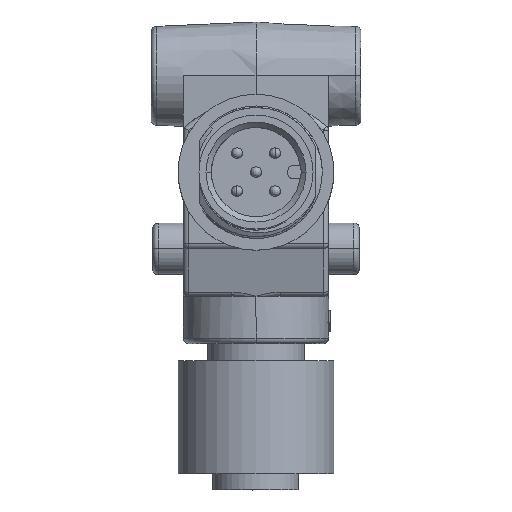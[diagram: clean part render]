
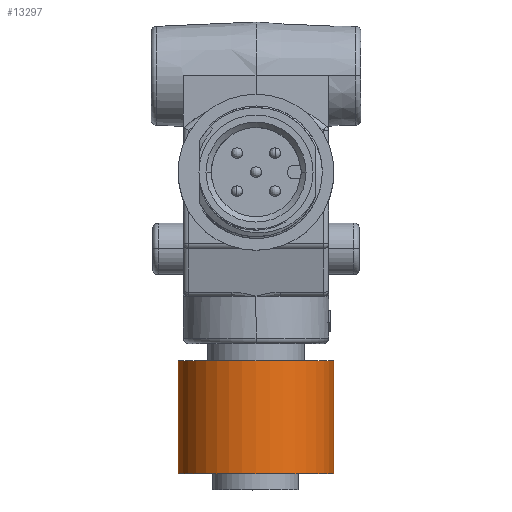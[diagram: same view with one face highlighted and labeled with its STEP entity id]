
A CAD part, top view. The second image highlights one B-rep face of the part: STEP entity #13297.
In plain terms, the highlighted cylindrical face has radius 7.25 mm (diameter 14.5 mm), a partial arc.
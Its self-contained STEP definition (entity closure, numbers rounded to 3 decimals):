
#188 = DIRECTION ( 'NONE',  ( 0., 1., 0. ) ) ;
#242 = DIRECTION ( 'NONE',  ( 0., 1., 0. ) ) ;
#1047 = VERTEX_POINT ( 'NONE', #5909 ) ;
#1163 = DIRECTION ( 'NONE',  ( 0., 1., 0. ) ) ;
#2467 = CIRCLE ( 'NONE', #10166, 7.25 ) ;
#4212 = VERTEX_POINT ( 'NONE', #17848 ) ;
#5467 = VECTOR ( 'NONE', #242, 1000. ) ;
#5620 = AXIS2_PLACEMENT_3D ( 'NONE', #20312, #20270, #20264 ) ;
#5826 = LINE ( 'NONE', #30116, #27599 ) ;
#5909 = CARTESIAN_POINT ( 'NONE',  ( 7.25, -17.5, 0. ) ) ;
#7663 = EDGE_CURVE ( 'NONE', #27151, #8819, #2467, .T. ) ;
#7960 = EDGE_CURVE ( 'NONE', #1047, #4212, #12822, .T. ) ;
#8819 = VERTEX_POINT ( 'NONE', #10255 ) ;
#10166 = AXIS2_PLACEMENT_3D ( 'NONE', #25201, #25197, #25153 ) ;
#10255 = CARTESIAN_POINT ( 'NONE',  ( 7.25, -28., 0. ) ) ;
#12416 = ORIENTED_EDGE ( 'NONE', *, *, #22067, .F. ) ;
#12822 = CIRCLE ( 'NONE', #5620, 7.25 ) ;
#13297 = ADVANCED_FACE ( 'NONE', ( #18485 ), #18315, .T. ) ;
#14500 = CARTESIAN_POINT ( 'NONE',  ( -7.25, -28., 0. ) ) ;
#15348 = AXIS2_PLACEMENT_3D ( 'NONE', #32825, #188, #27938 ) ;
#17848 = CARTESIAN_POINT ( 'NONE',  ( -7.25, -17.5, 0. ) ) ;
#18315 = CYLINDRICAL_SURFACE ( 'NONE', #15348, 7.25 ) ;
#18485 = FACE_OUTER_BOUND ( 'NONE', #31781, .T. ) ;
#19369 = ORIENTED_EDGE ( 'NONE', *, *, #7960, .T. ) ;
#19762 = ORIENTED_EDGE ( 'NONE', *, *, #7663, .T. ) ;
#20264 = DIRECTION ( 'NONE',  ( -1., 0., 0. ) ) ;
#20270 = DIRECTION ( 'NONE',  ( 0., -1., 0. ) ) ;
#20312 = CARTESIAN_POINT ( 'NONE',  ( 0., -17.5, 0. ) ) ;
#21848 = EDGE_CURVE ( 'NONE', #8819, #1047, #22726, .T. ) ;
#22067 = EDGE_CURVE ( 'NONE', #27151, #4212, #5826, .T. ) ;
#22726 = LINE ( 'NONE', #26425, #5467 ) ;
#24015 = ORIENTED_EDGE ( 'NONE', *, *, #21848, .T. ) ;
#25153 = DIRECTION ( 'NONE',  ( -1., 0., 0. ) ) ;
#25197 = DIRECTION ( 'NONE',  ( 0., 1., 0. ) ) ;
#25201 = CARTESIAN_POINT ( 'NONE',  ( 0., -28., 0. ) ) ;
#26425 = CARTESIAN_POINT ( 'NONE',  ( 7.25, -26., 0. ) ) ;
#27151 = VERTEX_POINT ( 'NONE', #14500 ) ;
#27599 = VECTOR ( 'NONE', #1163, 1000. ) ;
#27938 = DIRECTION ( 'NONE',  ( -1., 0., 0. ) ) ;
#30116 = CARTESIAN_POINT ( 'NONE',  ( -7.25, -26., 0. ) ) ;
#31781 = EDGE_LOOP ( 'NONE', ( #19762, #24015, #19369, #12416 ) ) ;
#32825 = CARTESIAN_POINT ( 'NONE',  ( 0., -26., 0. ) ) ;
